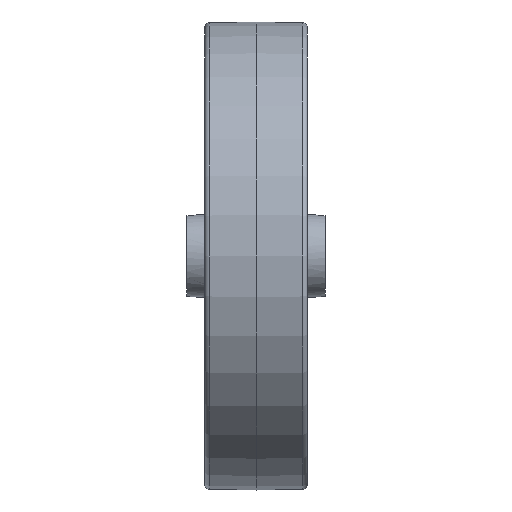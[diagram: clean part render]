
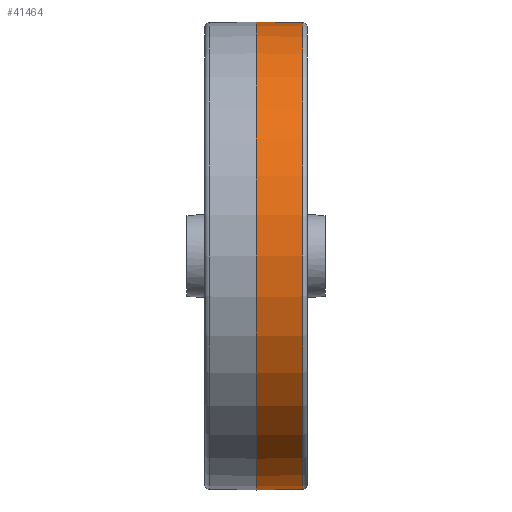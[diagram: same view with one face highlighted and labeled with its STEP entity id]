
A CAD part, front view. The second image highlights one B-rep face of the part: STEP entity #41464.
In plain terms, the highlighted conical face has half-angle 1 degrees and reference radius 25.4 mm.
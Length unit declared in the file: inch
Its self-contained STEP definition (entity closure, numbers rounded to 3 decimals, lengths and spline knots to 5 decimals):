
#5077 = DIRECTION ( 'NONE',  ( -1., 0., 0.017 ) ) ;
#5289 = AXIS2_PLACEMENT_3D ( 'NONE', #26801, #15422, #47900 ) ;
#6083 = VERTEX_POINT ( 'NONE', #20254 ) ;
#8339 = EDGE_CURVE ( 'NONE', #6083, #46562, #30587, .T. ) ;
#8925 = EDGE_CURVE ( 'NONE', #10754, #49583, #27330, .T. ) ;
#8956 = CARTESIAN_POINT ( 'NONE',  ( 0., 0., -1. ) ) ;
#9565 = CARTESIAN_POINT ( 'NONE',  ( 0.19941, 0., 0. ) ) ;
#10754 = VERTEX_POINT ( 'NONE', #27059 ) ;
#14101 = CONICAL_SURFACE ( 'NONE', #5289, 1., 0.017 ) ;
#15311 = CARTESIAN_POINT ( 'NONE',  ( 0.19941, 0., 0.99652 ) ) ;
#15422 = DIRECTION ( 'NONE',  ( -1., 0., 0. ) ) ;
#17053 = ORIENTED_EDGE ( 'NONE', *, *, #8925, .T. ) ;
#19248 = DIRECTION ( 'NONE',  ( -1., 0., 0. ) ) ;
#19919 = DIRECTION ( 'NONE',  ( 0., 0., -1. ) ) ;
#20254 = CARTESIAN_POINT ( 'NONE',  ( 0., 0., -1. ) ) ;
#21099 = DIRECTION ( 'NONE',  ( -1., 0., 0. ) ) ;
#21290 = LINE ( 'NONE', #42714, #35485 ) ;
#21612 = LINE ( 'NONE', #8956, #37966 ) ;
#25699 = CARTESIAN_POINT ( 'NONE',  ( 0., 0., 1. ) ) ;
#26801 = CARTESIAN_POINT ( 'NONE',  ( 0., 0., 0. ) ) ;
#27059 = CARTESIAN_POINT ( 'NONE',  ( 0.19941, 0., -0.99652 ) ) ;
#27330 = CIRCLE ( 'NONE', #34002, 0.99652 ) ;
#30587 = CIRCLE ( 'NONE', #38339, 1. ) ;
#34002 = AXIS2_PLACEMENT_3D ( 'NONE', #9565, #19248, #19919 ) ;
#35485 = VECTOR ( 'NONE', #5077, 39.37008 ) ;
#37966 = VECTOR ( 'NONE', #42698, 39.37008 ) ;
#38170 = ORIENTED_EDGE ( 'NONE', *, *, #50402, .F. ) ;
#38339 = AXIS2_PLACEMENT_3D ( 'NONE', #40825, #21099, #56719 ) ;
#40825 = CARTESIAN_POINT ( 'NONE',  ( 0., 0., 0. ) ) ;
#41464 = ADVANCED_FACE ( 'NONE', ( #67952 ), #14101, .T. ) ;
#42082 = EDGE_LOOP ( 'NONE', ( #17053, #53386, #48236, #38170 ) ) ;
#42698 = DIRECTION ( 'NONE',  ( -1., 0., -0.017 ) ) ;
#42714 = CARTESIAN_POINT ( 'NONE',  ( 0., 0., 1. ) ) ;
#46562 = VERTEX_POINT ( 'NONE', #25699 ) ;
#47193 = EDGE_CURVE ( 'NONE', #49583, #46562, #21290, .T. ) ;
#47900 = DIRECTION ( 'NONE',  ( 0., 0., -1. ) ) ;
#48236 = ORIENTED_EDGE ( 'NONE', *, *, #8339, .F. ) ;
#49583 = VERTEX_POINT ( 'NONE', #15311 ) ;
#50402 = EDGE_CURVE ( 'NONE', #10754, #6083, #21612, .T. ) ;
#53386 = ORIENTED_EDGE ( 'NONE', *, *, #47193, .T. ) ;
#56719 = DIRECTION ( 'NONE',  ( 0., 0., -1. ) ) ;
#67952 = FACE_OUTER_BOUND ( 'NONE', #42082, .T. ) ;
